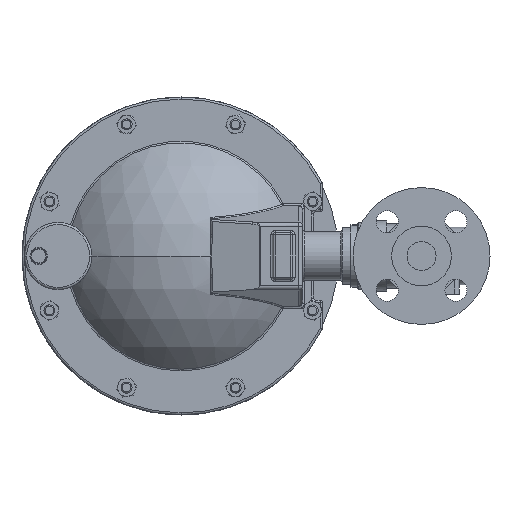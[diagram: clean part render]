
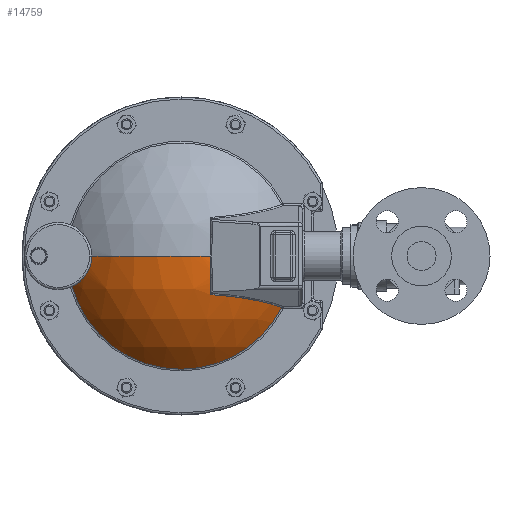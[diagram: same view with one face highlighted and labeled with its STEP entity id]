
A CAD part, left-side view. The second image highlights one B-rep face of the part: STEP entity #14759.
In plain terms, the highlighted spherical face has radius 101.6 mm.
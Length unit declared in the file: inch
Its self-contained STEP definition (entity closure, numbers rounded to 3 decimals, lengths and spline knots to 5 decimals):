
#445 = DIRECTION ( 'NONE',  ( 0., 0., -1. ) ) ;
#1165 = CIRCLE ( 'NONE', #23530, 3.20295 ) ;
#1754 = AXIS2_PLACEMENT_3D ( 'NONE', #4445, #27963, #10310 ) ;
#1797 = EDGE_CURVE ( 'NONE', #5616, #9241, #1165, .T. ) ;
#1838 = CARTESIAN_POINT ( 'NONE',  ( 1.54116, 11.46351, 2.51642 ) ) ;
#1933 = CARTESIAN_POINT ( 'NONE',  ( 1.65035, 11.55919, 2.15613 ) ) ;
#2018 = EDGE_CURVE ( 'NONE', #3460, #19962, #2246, .T. ) ;
#2037 = CARTESIAN_POINT ( 'NONE',  ( 2.09309, 11.91197, 1.76537 ) ) ;
#2246 = CIRCLE ( 'NONE', #23123, 4. ) ;
#2502 = AXIS2_PLACEMENT_3D ( 'NONE', #3487, #6134, #445 ) ;
#2795 = AXIS2_PLACEMENT_3D ( 'NONE', #8930, #20707, #15924 ) ;
#3424 = EDGE_LOOP ( 'NONE', ( #15789, #7201, #18381, #27250, #6449, #4877, #12512, #26043 ) ) ;
#3460 = VERTEX_POINT ( 'NONE', #24573 ) ;
#3487 = CARTESIAN_POINT ( 'NONE',  ( 2.24579, 8.93651, 2.57239 ) ) ;
#3529 = CARTESIAN_POINT ( 'NONE',  ( 2.24579, 6.08541, 1.1129 ) ) ;
#4282 = CARTESIAN_POINT ( 'NONE',  ( 1.70453, 11.60548, 2.07047 ) ) ;
#4376 = CARTESIAN_POINT ( 'NONE',  ( 2.20105, 11.98965, 1.72152 ) ) ;
#4445 = CARTESIAN_POINT ( 'NONE',  ( 4.64185, 8.93651, 2.57239 ) ) ;
#4877 = ORIENTED_EDGE ( 'NONE', *, *, #1797, .T. ) ;
#5616 = VERTEX_POINT ( 'NONE', #15282 ) ;
#6134 = DIRECTION ( 'NONE',  ( -1., 0., 0. ) ) ;
#6160 = CARTESIAN_POINT ( 'NONE',  ( 4.64185, 8.93651, 2.57239 ) ) ;
#6449 = ORIENTED_EDGE ( 'NONE', *, *, #12916, .T. ) ;
#6602 = CARTESIAN_POINT ( 'NONE',  ( 1.78497, 11.67243, 1.97758 ) ) ;
#6620 = CIRCLE ( 'NONE', #1754, 4. ) ;
#7201 = ORIENTED_EDGE ( 'NONE', *, *, #2018, .T. ) ;
#7346 = B_SPLINE_CURVE_WITH_KNOTS ( 'NONE', 3,
 ( #18031, #1838, #8808, #25005, #11145, #27274, #13448, #29529, #15804, #1933, #18121, #4282, #20448, #6602, #22799, #8922, #25106, #11237, #27380, #13552, #29611, #15907, #2037, #18215, #4376, #20551 ),
 .UNSPECIFIED., .F., .F.,
 ( 4, 2, 2, 2, 2, 2, 2, 2, 2, 2, 2, 2, 4 ),
 ( 0.03388, 0.03811, 0.04023, 0.04235, 0.04447, 0.04658, 0.05082, 0.05293, 0.05505, 0.05929, 0.0614, 0.06352, 0.06775 ),
 .UNSPECIFIED. ) ;
#7592 = DIRECTION ( 'NONE',  ( 0., 1., 0. ) ) ;
#7621 = DIRECTION ( 'NONE',  ( 0., 0., -1. ) ) ;
#7654 = CARTESIAN_POINT ( 'NONE',  ( 4.64185, 8.93651, 2.57239 ) ) ;
#8808 = CARTESIAN_POINT ( 'NONE',  ( 1.54665, 11.46842, 2.46114 ) ) ;
#8913 = EDGE_CURVE ( 'NONE', #9241, #28678, #14810, .T. ) ;
#8922 = CARTESIAN_POINT ( 'NONE',  ( 1.83753, 11.71522, 1.92791 ) ) ;
#8930 = CARTESIAN_POINT ( 'NONE',  ( 4.64185, 8.09151, 2.57239 ) ) ;
#9241 = VERTEX_POINT ( 'NONE', #3529 ) ;
#9410 = AXIS2_PLACEMENT_3D ( 'NONE', #6160, #10234, #22789 ) ;
#10234 = DIRECTION ( 'NONE',  ( 0., 0., -1. ) ) ;
#10310 = DIRECTION ( 'NONE',  ( 1., 0., 0. ) ) ;
#10463 = AXIS2_PLACEMENT_3D ( 'NONE', #27051, #19607, #11339 ) ;
#10961 = CARTESIAN_POINT ( 'NONE',  ( 1.54116, 11.46351, 2.57239 ) ) ;
#11145 = CARTESIAN_POINT ( 'NONE',  ( 1.56975, 11.4889, 2.35259 ) ) ;
#11237 = CARTESIAN_POINT ( 'NONE',  ( 1.91109, 11.77392, 1.86873 ) ) ;
#11339 = DIRECTION ( 'NONE',  ( -0.966, 0., 0.259 ) ) ;
#12512 = ORIENTED_EDGE ( 'NONE', *, *, #8913, .T. ) ;
#12794 = EDGE_CURVE ( 'NONE', #3460, #29355, #27558, .T. ) ;
#12916 = EDGE_CURVE ( 'NONE', #19363, #5616, #20726, .T. ) ;
#12925 = DIRECTION ( 'NONE',  ( 0., 0., -1. ) ) ;
#12991 = CARTESIAN_POINT ( 'NONE',  ( 2.24579, 8.93651, 2.57239 ) ) ;
#13448 = CARTESIAN_POINT ( 'NONE',  ( 1.59453, 11.51072, 2.2755 ) ) ;
#13479 = EDGE_CURVE ( 'NONE', #21836, #19962, #6620, .T. ) ;
#13552 = CARTESIAN_POINT ( 'NONE',  ( 2.00988, 11.84997, 1.80735 ) ) ;
#14537 = SPHERICAL_SURFACE ( 'NONE', #9410, 4. ) ;
#14759 = ADVANCED_FACE ( 'NONE', ( #26120 ), #14537, .T. ) ;
#14810 = CIRCLE ( 'NONE', #10463, 3.44666 ) ;
#15155 = AXIS2_PLACEMENT_3D ( 'NONE', #23027, #22983, #22951 ) ;
#15282 = CARTESIAN_POINT ( 'NONE',  ( 2.24579, 8.93651, -0.63056 ) ) ;
#15789 = ORIENTED_EDGE ( 'NONE', *, *, #12794, .F. ) ;
#15804 = CARTESIAN_POINT ( 'NONE',  ( 1.62609, 11.53823, 2.20222 ) ) ;
#15907 = CARTESIAN_POINT ( 'NONE',  ( 2.07191, 11.89637, 1.77526 ) ) ;
#15924 = DIRECTION ( 'NONE',  ( 0., 0., -1. ) ) ;
#17820 = CARTESIAN_POINT ( 'NONE',  ( 0.77806, 8.09151, 1.9748 ) ) ;
#18024 = CARTESIAN_POINT ( 'NONE',  ( 2.24579, 12.02048, 1.70751 ) ) ;
#18031 = CARTESIAN_POINT ( 'NONE',  ( 1.54116, 11.46351, 2.57239 ) ) ;
#18121 = CARTESIAN_POINT ( 'NONE',  ( 1.66332, 11.57033, 2.13406 ) ) ;
#18215 = CARTESIAN_POINT ( 'NONE',  ( 2.15727, 11.95862, 1.7376 ) ) ;
#18381 = ORIENTED_EDGE ( 'NONE', *, *, #13479, .F. ) ;
#18638 = CIRCLE ( 'NONE', #15155, 3.90973 ) ;
#18874 = CARTESIAN_POINT ( 'NONE',  ( 0.88885, 8.09151, 1.47649 ) ) ;
#19363 = VERTEX_POINT ( 'NONE', #18024 ) ;
#19607 = DIRECTION ( 'NONE',  ( -0.259, 0., -0.966 ) ) ;
#19752 = DIRECTION ( 'NONE',  ( -1., 0., 0. ) ) ;
#19962 = VERTEX_POINT ( 'NONE', #26094 ) ;
#20448 = CARTESIAN_POINT ( 'NONE',  ( 1.73507, 11.63119, 2.03154 ) ) ;
#20551 = CARTESIAN_POINT ( 'NONE',  ( 2.24579, 12.02048, 1.70751 ) ) ;
#20707 = DIRECTION ( 'NONE',  ( 0., -1., 0. ) ) ;
#20726 = CIRCLE ( 'NONE', #2502, 3.20295 ) ;
#21836 = VERTEX_POINT ( 'NONE', #10961 ) ;
#22789 = DIRECTION ( 'NONE',  ( 0., 1., 0. ) ) ;
#22799 = CARTESIAN_POINT ( 'NONE',  ( 1.80224, 11.68658, 1.9604 ) ) ;
#22951 = DIRECTION ( 'NONE',  ( 0., 0., -1. ) ) ;
#22983 = DIRECTION ( 'NONE',  ( 0., -1., 0. ) ) ;
#23027 = CARTESIAN_POINT ( 'NONE',  ( 4.64185, 8.09151, 2.57239 ) ) ;
#23075 = EDGE_CURVE ( 'NONE', #29355, #28678, #18638, .T. ) ;
#23123 = AXIS2_PLACEMENT_3D ( 'NONE', #7654, #7621, #7592 ) ;
#23530 = AXIS2_PLACEMENT_3D ( 'NONE', #12991, #19752, #12925 ) ;
#24573 = CARTESIAN_POINT ( 'NONE',  ( 0.73212, 8.09151, 2.57239 ) ) ;
#25005 = CARTESIAN_POINT ( 'NONE',  ( 1.56302, 11.48294, 2.37924 ) ) ;
#25106 = CARTESIAN_POINT ( 'NONE',  ( 1.85561, 11.72976, 1.91254 ) ) ;
#26043 = ORIENTED_EDGE ( 'NONE', *, *, #23075, .F. ) ;
#26094 = CARTESIAN_POINT ( 'NONE',  ( 0.64185, 8.93651, 2.57239 ) ) ;
#26120 = FACE_OUTER_BOUND ( 'NONE', #3424, .T. ) ;
#27051 = CARTESIAN_POINT ( 'NONE',  ( 4.11647, 8.93651, 0.61165 ) ) ;
#27250 = ORIENTED_EDGE ( 'NONE', *, *, #29406, .T. ) ;
#27274 = CARTESIAN_POINT ( 'NONE',  ( 1.5855, 11.50278, 2.30074 ) ) ;
#27380 = CARTESIAN_POINT ( 'NONE',  ( 1.94971, 11.80408, 1.84262 ) ) ;
#27558 = CIRCLE ( 'NONE', #2795, 3.90973 ) ;
#27963 = DIRECTION ( 'NONE',  ( 0., 0., 1. ) ) ;
#28678 = VERTEX_POINT ( 'NONE', #18874 ) ;
#29355 = VERTEX_POINT ( 'NONE', #17820 ) ;
#29406 = EDGE_CURVE ( 'NONE', #21836, #19363, #7346, .T. ) ;
#29529 = CARTESIAN_POINT ( 'NONE',  ( 1.61479, 11.52841, 2.2263 ) ) ;
#29611 = CARTESIAN_POINT ( 'NONE',  ( 2.03032, 11.86538, 1.79625 ) ) ;
